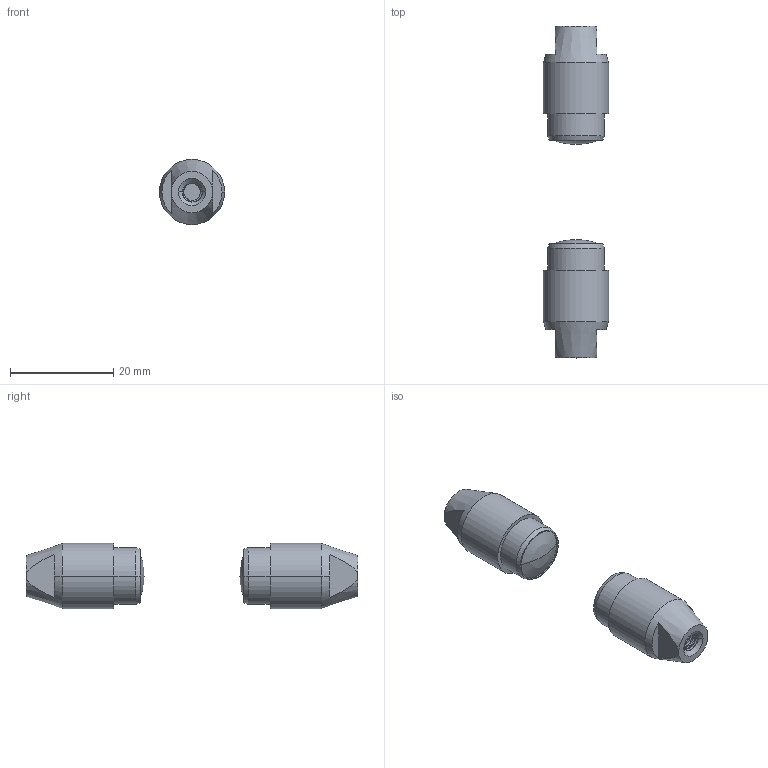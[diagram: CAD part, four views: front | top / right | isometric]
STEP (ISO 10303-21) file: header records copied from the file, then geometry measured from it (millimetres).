
FILE_DESCRIPTION((''),'2;1');
FILE_NAME('PT-12H_ASM','2021-09-17T16:14:05',('Administrator'),(''),'CREO PARAMETRIC BY PTC INC, 2018400','CREO PARAMETRIC BY PTC INC, 2018400','');
FILE_SCHEMA(('CONFIG_CONTROL_DESIGN'));
Length unit declared in the file: millimetre
Products named in the file (2): PRT0001; PT-12H_ASM
Assembly tree (2 placements, depth 2):
  PT-12H_ASM
    PRT0001  x2
Bounding box: 12.6 x 64.2 x 12.6 mm (x, y, z)
Volume: 4170.9 mm3; surface area: 2680.4 mm2
Topology: 2 solids, 2 shells, 202 faces, 538 edges, 342 vertices
Faces by surface type: cylinder 120, bspline 48, plane 18, cone 12, sphere 4
Entity records: 9966 total; most frequent: CARTESIAN_POINT 7756, ORIENTED_EDGE 534, DIRECTION 301, EDGE_CURVE 267, VERTEX_POINT 171, B_SPLINE_CURVE_WITH_KNOTS 155, AXIS2_PLACEMENT_3D 108, EDGE_LOOP 104
